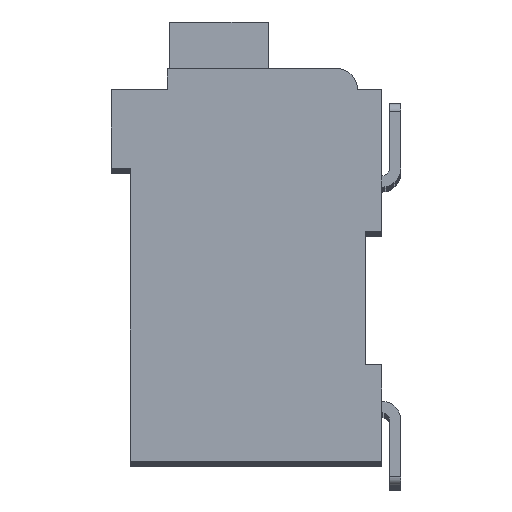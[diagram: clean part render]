
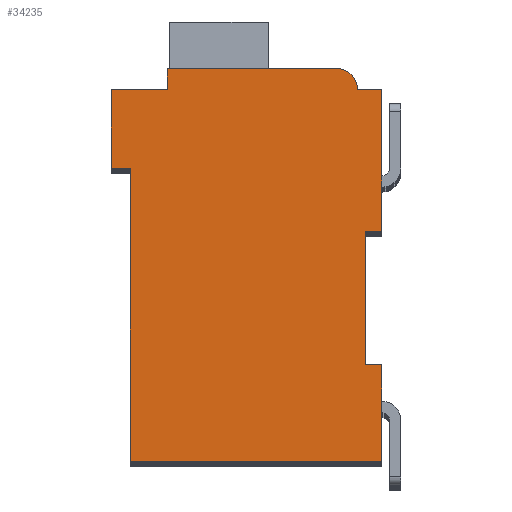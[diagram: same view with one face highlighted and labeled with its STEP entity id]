
A CAD part, top view. The second image highlights one B-rep face of the part: STEP entity #34235.
In plain terms, the highlighted planar face has unit normal (0, 0, 1).
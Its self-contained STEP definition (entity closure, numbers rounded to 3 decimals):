
#6104=DIRECTION('',(1.,0.,0.));
#6105=VECTOR('',#6104,0.5);
#6106=CARTESIAN_POINT('',(7.3,7.15,2.1));
#6107=LINE('',#6106,#6105);
#6108=DIRECTION('',(0.,1.,0.));
#6109=VECTOR('',#6108,4.15);
#6110=CARTESIAN_POINT('',(7.3,3.,2.1));
#6111=LINE('',#6110,#6109);
#6112=DIRECTION('',(-1.,0.,0.));
#6113=VECTOR('',#6112,0.5);
#6114=CARTESIAN_POINT('',(7.8,3.,2.1));
#6115=LINE('',#6114,#6113);
#6116=DIRECTION('',(0.,1.,0.));
#6117=VECTOR('',#6116,3.);
#6118=CARTESIAN_POINT('',(7.8,0.,2.1));
#6119=LINE('',#6118,#6117);
#6120=DIRECTION('',(1.,0.,0.));
#6121=VECTOR('',#6120,7.8);
#6122=CARTESIAN_POINT('',(0.,0.,2.1));
#6123=LINE('',#6122,#6121);
#6124=DIRECTION('',(0.,-1.,0.));
#6125=VECTOR('',#6124,9.1);
#6126=CARTESIAN_POINT('',(0.,9.1,2.1));
#6127=LINE('',#6126,#6125);
#6128=DIRECTION('',(1.,0.,0.));
#6129=VECTOR('',#6128,0.6);
#6130=CARTESIAN_POINT('',(-0.6,9.1,2.1));
#6131=LINE('',#6130,#6129);
#6132=DIRECTION('',(0.,-1.,0.));
#6133=VECTOR('',#6132,2.45);
#6134=CARTESIAN_POINT('',(-0.6,11.55,2.1));
#6135=LINE('',#6134,#6133);
#6136=DIRECTION('',(-1.,0.,0.));
#6137=VECTOR('',#6136,1.75);
#6138=CARTESIAN_POINT('',(1.15,11.55,2.1));
#6139=LINE('',#6138,#6137);
#6140=DIRECTION('',(0.,-1.,0.));
#6141=VECTOR('',#6140,0.65);
#6142=CARTESIAN_POINT('',(1.15,12.2,2.1));
#6143=LINE('',#6142,#6141);
#6144=DIRECTION('',(-1.,0.,0.));
#6145=VECTOR('',#6144,5.25);
#6146=CARTESIAN_POINT('',(6.4,12.2,2.1));
#6147=LINE('',#6146,#6145);
#6148=CARTESIAN_POINT('',(6.4,11.55,2.1));
#6149=DIRECTION('',(0.,0.,1.));
#6150=DIRECTION('',(1.,0.,0.));
#6151=AXIS2_PLACEMENT_3D('',#6148,#6149,#6150);
#6153=DIRECTION('',(-1.,0.,0.));
#6154=VECTOR('',#6153,0.75);
#6155=CARTESIAN_POINT('',(7.8,11.55,2.1));
#6156=LINE('',#6155,#6154);
#6157=DIRECTION('',(0.,1.,0.));
#6158=VECTOR('',#6157,4.4);
#6159=CARTESIAN_POINT('',(7.8,7.15,2.1));
#6160=LINE('',#6159,#6158);
#22387=CARTESIAN_POINT('',(7.3,7.15,2.1));
#22388=CARTESIAN_POINT('',(7.8,7.15,2.1));
#22389=VERTEX_POINT('',#22387);
#22390=VERTEX_POINT('',#22388);
#22391=CARTESIAN_POINT('',(7.8,11.55,2.1));
#22392=VERTEX_POINT('',#22391);
#22393=CARTESIAN_POINT('',(7.05,11.55,2.1));
#22394=VERTEX_POINT('',#22393);
#22395=CARTESIAN_POINT('',(6.4,12.2,2.1));
#22396=VERTEX_POINT('',#22395);
#22397=CARTESIAN_POINT('',(1.15,12.2,2.1));
#22398=VERTEX_POINT('',#22397);
#22399=CARTESIAN_POINT('',(1.15,11.55,2.1));
#22400=VERTEX_POINT('',#22399);
#22401=CARTESIAN_POINT('',(-0.6,11.55,2.1));
#22402=VERTEX_POINT('',#22401);
#22403=CARTESIAN_POINT('',(-0.6,9.1,2.1));
#22404=VERTEX_POINT('',#22403);
#22405=CARTESIAN_POINT('',(0.,9.1,2.1));
#22406=VERTEX_POINT('',#22405);
#22407=CARTESIAN_POINT('',(0.,0.,2.1));
#22408=VERTEX_POINT('',#22407);
#22409=CARTESIAN_POINT('',(7.8,0.,2.1));
#22410=VERTEX_POINT('',#22409);
#22411=CARTESIAN_POINT('',(7.8,3.,2.1));
#22412=VERTEX_POINT('',#22411);
#22413=CARTESIAN_POINT('',(7.3,3.,2.1));
#22414=VERTEX_POINT('',#22413);
#34211=CARTESIAN_POINT('',(0.,0.,2.1));
#34212=DIRECTION('',(0.,0.,1.));
#34213=DIRECTION('',(1.,0.,0.));
#34214=AXIS2_PLACEMENT_3D('',#34211,#34212,#34213);
#34215=PLANE('',#34214);
#34216=ORIENTED_EDGE('',*,*,#29372,.F.);
#34217=ORIENTED_EDGE('',*,*,#30467,.F.);
#34219=ORIENTED_EDGE('',*,*,#34218,.F.);
#34221=ORIENTED_EDGE('',*,*,#34220,.F.);
#34223=ORIENTED_EDGE('',*,*,#34222,.F.);
#34224=ORIENTED_EDGE('',*,*,#31334,.F.);
#34225=ORIENTED_EDGE('',*,*,#31550,.F.);
#34226=ORIENTED_EDGE('',*,*,#31944,.F.);
#34227=ORIENTED_EDGE('',*,*,#32343,.F.);
#34228=ORIENTED_EDGE('',*,*,#32412,.F.);
#34229=ORIENTED_EDGE('',*,*,#32978,.F.);
#34230=ORIENTED_EDGE('',*,*,#33845,.F.);
#34231=ORIENTED_EDGE('',*,*,#33629,.F.);
#34232=ORIENTED_EDGE('',*,*,#29963,.F.);
#34233=EDGE_LOOP('',(#34216,#34217,#34219,#34221,#34223,#34224,#34225,#34226,
#34227,#34228,#34229,#34230,#34231,#34232));
#34234=FACE_OUTER_BOUND('',#34233,.F.);
#6152=CIRCLE('',#6151,0.65);
#29372=EDGE_CURVE('',#22389,#22390,#6107,.T.);
#29963=EDGE_CURVE('',#22390,#22392,#6160,.T.);
#30467=EDGE_CURVE('',#22414,#22389,#6111,.T.);
#31334=EDGE_CURVE('',#22406,#22408,#6127,.T.);
#31550=EDGE_CURVE('',#22404,#22406,#6131,.T.);
#31944=EDGE_CURVE('',#22402,#22404,#6135,.T.);
#32343=EDGE_CURVE('',#22400,#22402,#6139,.T.);
#32412=EDGE_CURVE('',#22398,#22400,#6143,.T.);
#32978=EDGE_CURVE('',#22396,#22398,#6147,.T.);
#33629=EDGE_CURVE('',#22392,#22394,#6156,.T.);
#33845=EDGE_CURVE('',#22394,#22396,#6152,.T.);
#34218=EDGE_CURVE('',#22412,#22414,#6115,.T.);
#34220=EDGE_CURVE('',#22410,#22412,#6119,.T.);
#34222=EDGE_CURVE('',#22408,#22410,#6123,.T.);
#34235=ADVANCED_FACE('',(#34234),#34215,.T.);
